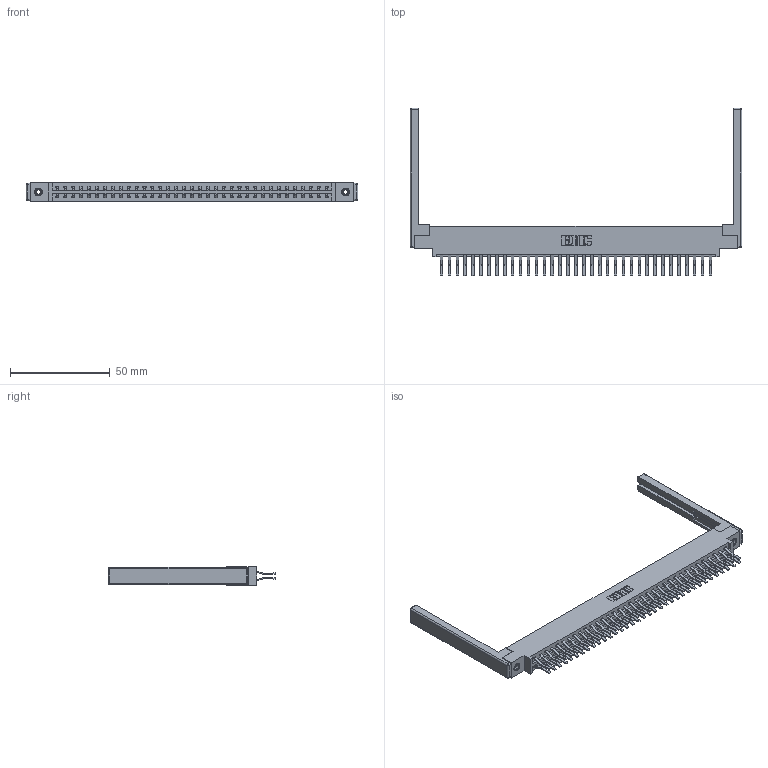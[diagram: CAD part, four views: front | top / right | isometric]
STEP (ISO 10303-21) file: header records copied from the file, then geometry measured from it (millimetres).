
FILE_DESCRIPTION (( 'STEP AP203' ), '1' );
FILE_NAME ('337-070-560-868.STEP', '2019-10-15T11:21:47', ( '' ), ( '' ), 'SwSTEP 2.0', 'SolidWorks 2016', '' );
FILE_SCHEMA (( 'CONFIG_CONTROL_DESIGN' ));
Length unit declared in the file: inch
Products named in the file (5): 345-250-001_345-250-001-102; 307-220-068; 345-292-001_560 Tail; 337-070-560-868; 337 Part_0.170 Offset - 0.156 Dia-TI
Assembly tree (75 placements, depth 2):
  337-070-560-868
    337 Part_0.170 Offset - 0.156 Dia-TI
    345-292-001_560 Tail  x70
    345-250-001_345-250-001-102  x2
    307-220-068  x2
Bounding box: 166.12 x 83.84 x 9.4 mm (x, y, z)
Volume: 22139.6 mm3; surface area: 25473.9 mm2
Topology: 75 solids, 75 shells, 4192 faces, 12403 edges, 8154 vertices
Faces by surface type: plane 2822, cylinder 1346, cone 12, sphere 8, torus 4
Entity records: 31022 total; most frequent: CARTESIAN_POINT 5199, ORIENTED_EDGE 5124, DIRECTION 4508, EDGE_CURVE 2562, VECTOR 2380, LINE 2380, VERTEX_POINT 1698, AXIS2_PLACEMENT_3D 1064
